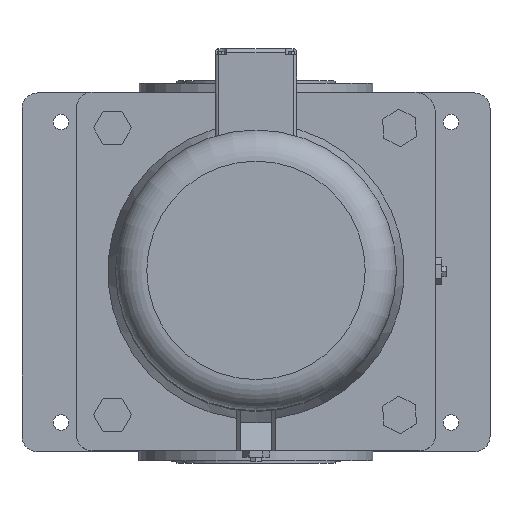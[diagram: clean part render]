
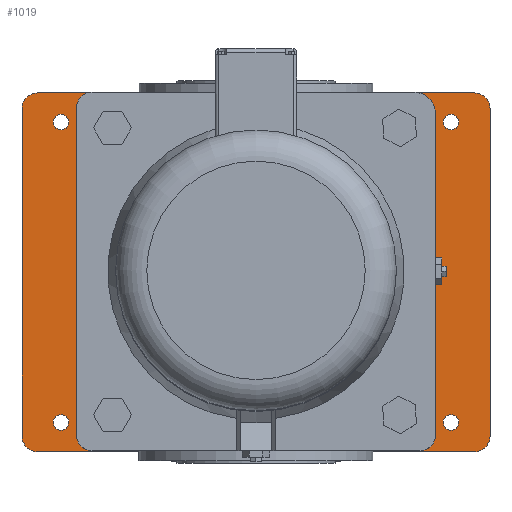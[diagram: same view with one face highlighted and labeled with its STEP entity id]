
A CAD part, top view. The second image highlights one B-rep face of the part: STEP entity #1019.
In plain terms, the highlighted planar face has unit normal (0, 0, 1).
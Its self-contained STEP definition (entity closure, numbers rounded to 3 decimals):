
#1019=ADVANCED_FACE('',(#5567,#5569,#5571,#5573,#5575,#5577,#5579,#5581,#5583,#5585),
#5587,.T.);
#5567=FACE_BOUND('',#5568,.T.);
#5568=EDGE_LOOP('',(#9396,#9397,#9398,#9399,#9400,#9401,#9402,#9403));
#5569=FACE_BOUND('',#5570,.T.);
#5570=EDGE_LOOP('',(#9404));
#5571=FACE_BOUND('',#5572,.T.);
#5572=EDGE_LOOP('',(#9405));
#5573=FACE_BOUND('',#5574,.T.);
#5574=EDGE_LOOP('',(#9406));
#5575=FACE_BOUND('',#5576,.T.);
#5576=EDGE_LOOP('',(#9407));
#5577=FACE_BOUND('',#5578,.T.);
#5578=EDGE_LOOP('',(#9408));
#5579=FACE_BOUND('',#5580,.T.);
#5580=EDGE_LOOP('',(#9409));
#5581=FACE_BOUND('',#5582,.T.);
#5582=EDGE_LOOP('',(#9410));
#5583=FACE_BOUND('',#5584,.T.);
#5584=EDGE_LOOP('',(#9411));
#5585=FACE_BOUND('',#5586,.T.);
#5586=EDGE_LOOP('',(#9412));
#5587=PLANE('',#5588);
#5588=AXIS2_PLACEMENT_3D('',#5589,#5590,#5591);
#5589=CARTESIAN_POINT('',(0.,0.,45.));
#5590=DIRECTION('',(0.,0.,1.));
#5591=DIRECTION('',(-1.,0.,0.));
#9396=ORIENTED_EDGE('',*,*,#11880,.T.);
#9397=ORIENTED_EDGE('',*,*,#11881,.T.);
#9398=ORIENTED_EDGE('',*,*,#11882,.T.);
#9399=ORIENTED_EDGE('',*,*,#11883,.T.);
#9400=ORIENTED_EDGE('',*,*,#11884,.T.);
#9401=ORIENTED_EDGE('',*,*,#11885,.T.);
#9402=ORIENTED_EDGE('',*,*,#11886,.T.);
#9403=ORIENTED_EDGE('',*,*,#11887,.T.);
#9404=ORIENTED_EDGE('',*,*,#11738,.F.);
#9405=ORIENTED_EDGE('',*,*,#11827,.F.);
#9406=ORIENTED_EDGE('',*,*,#11828,.F.);
#9407=ORIENTED_EDGE('',*,*,#11829,.F.);
#9408=ORIENTED_EDGE('',*,*,#11830,.F.);
#9409=ORIENTED_EDGE('',*,*,#11888,.T.);
#9410=ORIENTED_EDGE('',*,*,#11889,.T.);
#9411=ORIENTED_EDGE('',*,*,#11890,.T.);
#9412=ORIENTED_EDGE('',*,*,#11891,.T.);
#11738=EDGE_CURVE('',#13382,#13382,#13383,.T.);
#11827=EDGE_CURVE('',#13560,#13560,#13561,.T.);
#11828=EDGE_CURVE('',#13562,#13562,#13563,.T.);
#11829=EDGE_CURVE('',#13564,#13564,#13565,.T.);
#11830=EDGE_CURVE('',#13566,#13566,#13567,.T.);
#11880=EDGE_CURVE('',#13645,#13646,#13647,.T.);
#11881=EDGE_CURVE('',#13646,#13648,#13649,.T.);
#11882=EDGE_CURVE('',#13648,#13650,#13651,.T.);
#11883=EDGE_CURVE('',#13650,#13652,#13653,.T.);
#11884=EDGE_CURVE('',#13652,#13654,#13655,.T.);
#11885=EDGE_CURVE('',#13654,#13656,#13657,.T.);
#11886=EDGE_CURVE('',#13656,#13658,#13659,.T.);
#11887=EDGE_CURVE('',#13658,#13645,#13660,.T.);
#11888=EDGE_CURVE('',#13661,#13661,#13662,.F.);
#11889=EDGE_CURVE('',#13663,#13663,#13664,.F.);
#11890=EDGE_CURVE('',#13665,#13665,#13666,.F.);
#11891=EDGE_CURVE('',#13667,#13667,#13668,.F.);
#13382=VERTEX_POINT('',#16493);
#13383=CIRCLE('',#16494,200.);
#13560=VERTEX_POINT('',#17994);
#13561=CIRCLE('',#17995,13.);
#13562=VERTEX_POINT('',#17999);
#13563=CIRCLE('',#18000,13.);
#13564=VERTEX_POINT('',#18004);
#13565=CIRCLE('',#18005,13.);
#13566=VERTEX_POINT('',#18009);
#13567=CIRCLE('',#18010,13.);
#13645=VERTEX_POINT('',#18230);
#13646=VERTEX_POINT('',#18231);
#13647=CIRCLE('',#18232,20.);
#13648=VERTEX_POINT('',#18236);
#13649=LINE('',#18237,#18238);
#13650=VERTEX_POINT('',#18240);
#13651=CIRCLE('',#18241,20.);
#13652=VERTEX_POINT('',#18245);
#13653=LINE('',#18246,#18247);
#13654=VERTEX_POINT('',#18249);
#13655=CIRCLE('',#18250,20.);
#13656=VERTEX_POINT('',#18254);
#13657=LINE('',#18255,#18256);
#13658=VERTEX_POINT('',#18258);
#13659=CIRCLE('',#18259,20.);
#13660=LINE('',#18263,#18264);
#13661=VERTEX_POINT('',#18266);
#13662=CIRCLE('',#18267,10.);
#13663=VERTEX_POINT('',#18271);
#13664=CIRCLE('',#18272,10.);
#13665=VERTEX_POINT('',#18276);
#13666=CIRCLE('',#18277,10.);
#13667=VERTEX_POINT('',#18281);
#13668=CIRCLE('',#18282,10.);
#16493=CARTESIAN_POINT('',(0.,200.,45.));
#16494=AXIS2_PLACEMENT_3D('',#16495,#16496,#16497);
#16495=CARTESIAN_POINT('',(0.,0.,45.));
#16496=DIRECTION('',(0.,0.,1.));
#16497=DIRECTION('',(0.,1.,0.));
#17994=CARTESIAN_POINT('',(-183.848,-170.848,45.));
#17995=AXIS2_PLACEMENT_3D('',#17996,#17997,#17998);
#17996=CARTESIAN_POINT('',(-183.848,-183.848,45.));
#17997=DIRECTION('',(0.,0.,1.));
#17998=DIRECTION('',(0.,1.,0.));
#17999=CARTESIAN_POINT('',(183.848,-170.848,45.));
#18000=AXIS2_PLACEMENT_3D('',#18001,#18002,#18003);
#18001=CARTESIAN_POINT('',(183.848,-183.848,45.));
#18002=DIRECTION('',(0.,0.,1.));
#18003=DIRECTION('',(0.,1.,0.));
#18004=CARTESIAN_POINT('',(183.848,196.848,45.));
#18005=AXIS2_PLACEMENT_3D('',#18006,#18007,#18008);
#18006=CARTESIAN_POINT('',(183.848,183.848,45.));
#18007=DIRECTION('',(0.,0.,1.));
#18008=DIRECTION('',(0.,1.,0.));
#18009=CARTESIAN_POINT('',(-183.848,196.848,45.));
#18010=AXIS2_PLACEMENT_3D('',#18011,#18012,#18013);
#18011=CARTESIAN_POINT('',(-183.848,183.848,45.));
#18012=DIRECTION('',(0.,0.,1.));
#18013=DIRECTION('',(0.,1.,0.));
#18230=CARTESIAN_POINT('',(-300.,-210.,45.));
#18231=CARTESIAN_POINT('',(-280.,-230.,45.));
#18232=AXIS2_PLACEMENT_3D('',#18233,#18234,#18235);
#18233=CARTESIAN_POINT('',(-280.,-210.,45.));
#18234=DIRECTION('',(0.,0.,1.));
#18235=DIRECTION('',(-1.,0.,0.));
#18236=CARTESIAN_POINT('',(280.,-230.,45.));
#18237=CARTESIAN_POINT('',(-280.,-230.,45.));
#18238=VECTOR('',#18239,1.);
#18239=DIRECTION('',(1.,0.,0.));
#18240=CARTESIAN_POINT('',(300.,-210.,45.));
#18241=AXIS2_PLACEMENT_3D('',#18242,#18243,#18244);
#18242=CARTESIAN_POINT('',(280.,-210.,45.));
#18243=DIRECTION('',(0.,0.,1.));
#18244=DIRECTION('',(0.,-1.,0.));
#18245=CARTESIAN_POINT('',(300.,210.,45.));
#18246=CARTESIAN_POINT('',(300.,-210.,45.));
#18247=VECTOR('',#18248,1.);
#18248=DIRECTION('',(0.,1.,0.));
#18249=CARTESIAN_POINT('',(280.,230.,45.));
#18250=AXIS2_PLACEMENT_3D('',#18251,#18252,#18253);
#18251=CARTESIAN_POINT('',(280.,210.,45.));
#18252=DIRECTION('',(0.,0.,1.));
#18253=DIRECTION('',(1.,0.,0.));
#18254=CARTESIAN_POINT('',(-280.,230.,45.));
#18255=CARTESIAN_POINT('',(280.,230.,45.));
#18256=VECTOR('',#18257,1.);
#18257=DIRECTION('',(-1.,0.,0.));
#18258=CARTESIAN_POINT('',(-300.,210.,45.));
#18259=AXIS2_PLACEMENT_3D('',#18260,#18261,#18262);
#18260=CARTESIAN_POINT('',(-280.,210.,45.));
#18261=DIRECTION('',(0.,0.,1.));
#18262=DIRECTION('',(0.,1.,0.));
#18263=CARTESIAN_POINT('',(-300.,210.,45.));
#18264=VECTOR('',#18265,1.);
#18265=DIRECTION('',(0.,-1.,0.));
#18266=CARTESIAN_POINT('',(-260.,192.5,45.));
#18267=AXIS2_PLACEMENT_3D('',#18268,#18269,#18270);
#18268=CARTESIAN_POINT('',(-250.,192.5,45.));
#18269=DIRECTION('',(0.,0.,1.));
#18270=DIRECTION('',(-1.,0.,0.));
#18271=CARTESIAN_POINT('',(240.,192.5,45.));
#18272=AXIS2_PLACEMENT_3D('',#18273,#18274,#18275);
#18273=CARTESIAN_POINT('',(250.,192.5,45.));
#18274=DIRECTION('',(0.,0.,1.));
#18275=DIRECTION('',(-1.,0.,0.));
#18276=CARTESIAN_POINT('',(-260.,-192.5,45.));
#18277=AXIS2_PLACEMENT_3D('',#18278,#18279,#18280);
#18278=CARTESIAN_POINT('',(-250.,-192.5,45.));
#18279=DIRECTION('',(0.,0.,1.));
#18280=DIRECTION('',(-1.,0.,0.));
#18281=CARTESIAN_POINT('',(240.,-192.5,45.));
#18282=AXIS2_PLACEMENT_3D('',#18283,#18284,#18285);
#18283=CARTESIAN_POINT('',(250.,-192.5,45.));
#18284=DIRECTION('',(0.,0.,1.));
#18285=DIRECTION('',(-1.,0.,0.));
